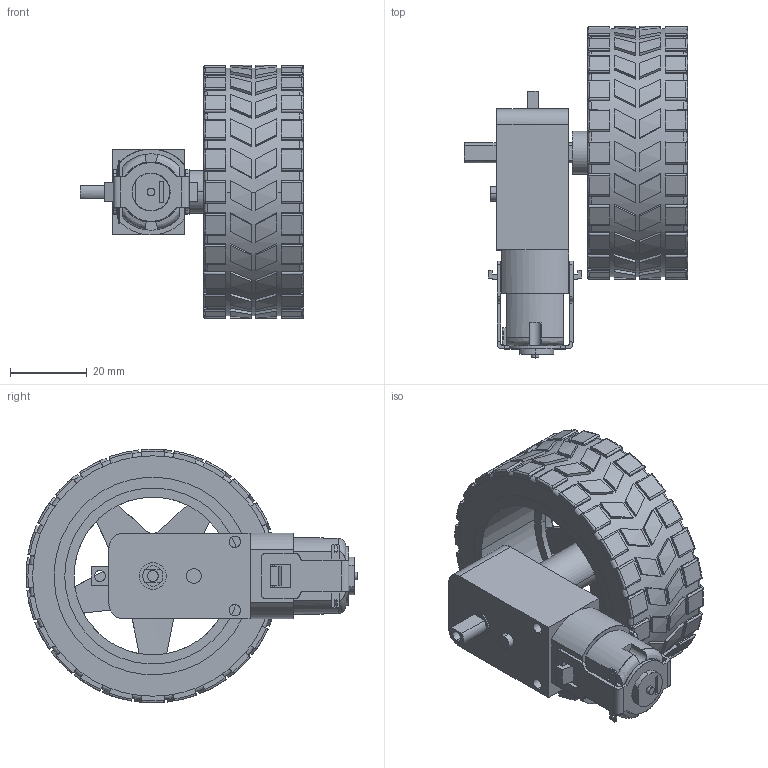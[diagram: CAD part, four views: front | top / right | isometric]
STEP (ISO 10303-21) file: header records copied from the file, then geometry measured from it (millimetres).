
FILE_DESCRIPTION(/* description */ (''),/* implementation_level */ '2;1');
FILE_NAME(/* name */ 'motor-with-tire',/* time_stamp */ '2025-04-02T13:28:07+02:00',/* author */ (''),/* organization */ (''),/* preprocessor_version */ 'ST-DEVELOPER v16.5',/* originating_system */ 'Rhino 7.38',/* authorisation */ '');
FILE_SCHEMA (('CONFIG_CONTROL_DESIGN'));
Length unit declared in the file: millimetre
Products named in the file (1): Document
Bounding box: 58.06 x 86.36 x 66 mm (x, y, z)
Volume: 49782 mm3; surface area: 26226.3 mm2
Topology: 1 solids, 1 shells, 940 faces, 3055 edges, 2383 vertices
Faces by surface type: plane 534, cylinder 279, bspline 127
Entity records: 31555 total; most frequent: CARTESIAN_POINT 16513, ORIENTED_EDGE 3834, EDGE_CURVE 1917, B_SPLINE_CURVE_WITH_KNOTS 1597, VERTEX_POINT 1245, COMPOSITE_CURVE_SEGMENT 1138, DIRECTION 819, AXIS2_PLACEMENT_3D 816
